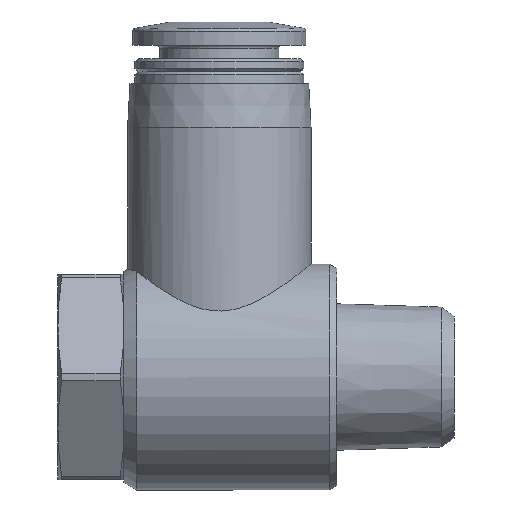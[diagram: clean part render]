
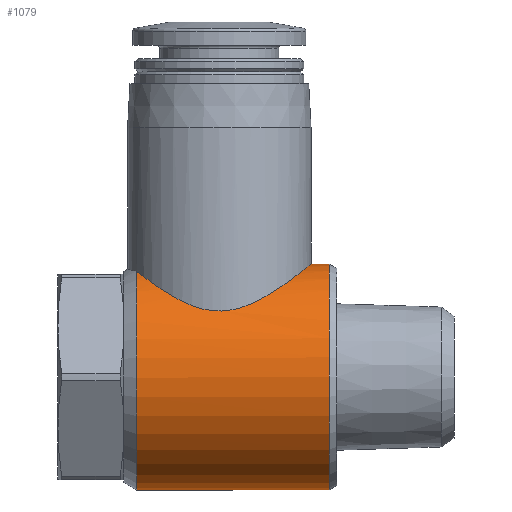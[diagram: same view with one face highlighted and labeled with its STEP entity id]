
A CAD part, left-side view. The second image highlights one B-rep face of the part: STEP entity #1079.
In plain terms, the highlighted cylindrical face has radius 7.7 mm (diameter 15.4 mm), a full revolution.
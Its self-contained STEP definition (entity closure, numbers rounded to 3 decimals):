
#87=B_SPLINE_CURVE_WITH_KNOTS('',3,(#1661,#1662,#1663,#1664,#1665,#1666,
#1667,#1668,#1669,#1670,#1671,#1672,#1673,#1674,#1675,#1676,#1677,#1678,
#1679,#1680,#1681),.UNSPECIFIED.,.F.,.F.,(4,1,1,1,1,1,1,1,1,1,1,1,1,1,1,
1,1,1,4),(0.,0.002,0.004,0.007,
0.008,0.009,0.011,0.013,
0.016,0.018,0.02,0.022,
0.025,0.027,0.028,0.029,
0.031,0.034,0.036),.UNSPECIFIED.);
#200=ORIENTED_EDGE('',*,*,#358,.F.);
#201=ORIENTED_EDGE('',*,*,#359,.F.);
#202=ORIENTED_EDGE('',*,*,#355,.T.);
#355=EDGE_CURVE('',#422,#423,#474,.T.);
#358=EDGE_CURVE('',#425,#425,#476,.T.);
#359=EDGE_CURVE('',#422,#423,#87,.T.);
#422=VERTEX_POINT('',#1649);
#423=VERTEX_POINT('',#1650);
#425=VERTEX_POINT('',#1660);
#474=CIRCLE('',#1165,7.7);
#476=CIRCLE('',#1168,7.7);
#522=EDGE_LOOP('',(#200));
#523=EDGE_LOOP('',(#201,#202));
#604=FACE_BOUND('',#522,.T.);
#605=FACE_BOUND('',#523,.T.);
#665=CYLINDRICAL_SURFACE('',#1167,7.7);
#1079=ADVANCED_FACE('',(#604,#605),#665,.T.);
#1165=AXIS2_PLACEMENT_3D('',#1648,#1333,#1334);
#1167=AXIS2_PLACEMENT_3D('',#1658,#1337,#1338);
#1168=AXIS2_PLACEMENT_3D('',#1659,#1339,#1340);
#1333=DIRECTION('',(0.,-1.,0.));
#1334=DIRECTION('',(0.,0.,-1.));
#1337=DIRECTION('',(0.,-1.,0.));
#1338=DIRECTION('',(0.,0.,-1.));
#1339=DIRECTION('',(0.,-1.,0.));
#1340=DIRECTION('',(0.,0.,-1.));
#1648=CARTESIAN_POINT('',(0.,5.634,0.));
#1649=CARTESIAN_POINT('',(-2.706,5.634,7.209));
#1650=CARTESIAN_POINT('',(2.706,5.634,7.209));
#1658=CARTESIAN_POINT('',(0.,-16.,0.));
#1659=CARTESIAN_POINT('',(0.,-7.48,0.));
#1660=CARTESIAN_POINT('',(0.,-7.48,-7.7));
#1661=CARTESIAN_POINT('',(-2.706,5.634,7.209));
#1662=CARTESIAN_POINT('',(-3.353,5.323,6.966));
#1663=CARTESIAN_POINT('',(-4.467,4.52,6.353));
#1664=CARTESIAN_POINT('',(-5.655,2.908,5.287));
#1665=CARTESIAN_POINT('',(-6.211,1.214,4.555));
#1666=CARTESIAN_POINT('',(-6.277,-0.307,4.459));
#1667=CARTESIAN_POINT('',(-6.067,-1.784,4.753));
#1668=CARTESIAN_POINT('',(-5.387,-3.371,5.57));
#1669=CARTESIAN_POINT('',(-4.078,-4.879,6.617));
#1670=CARTESIAN_POINT('',(-2.252,-5.968,7.469));
#1671=CARTESIAN_POINT('',(-0.006,-6.39,7.815));
#1672=CARTESIAN_POINT('',(2.238,-5.973,7.473));
#1673=CARTESIAN_POINT('',(4.073,-4.885,6.622));
#1674=CARTESIAN_POINT('',(5.39,-3.366,5.567));
#1675=CARTESIAN_POINT('',(6.068,-1.78,4.751));
#1676=CARTESIAN_POINT('',(6.278,-0.299,4.458));
#1677=CARTESIAN_POINT('',(6.21,1.216,4.556));
#1678=CARTESIAN_POINT('',(5.654,2.912,5.289));
#1679=CARTESIAN_POINT('',(4.468,4.519,6.352));
#1680=CARTESIAN_POINT('',(3.353,5.323,6.966));
#1681=CARTESIAN_POINT('',(2.706,5.634,7.209));
